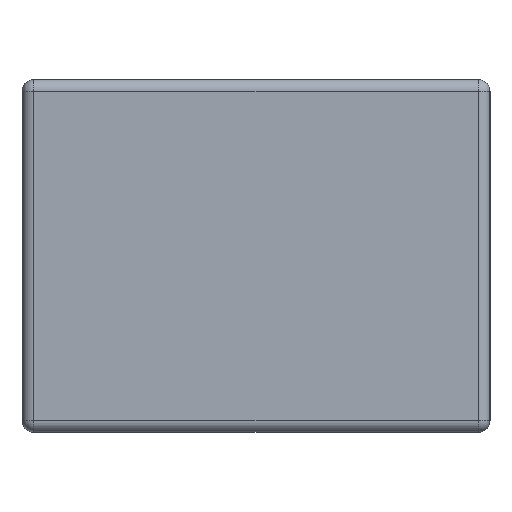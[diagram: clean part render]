
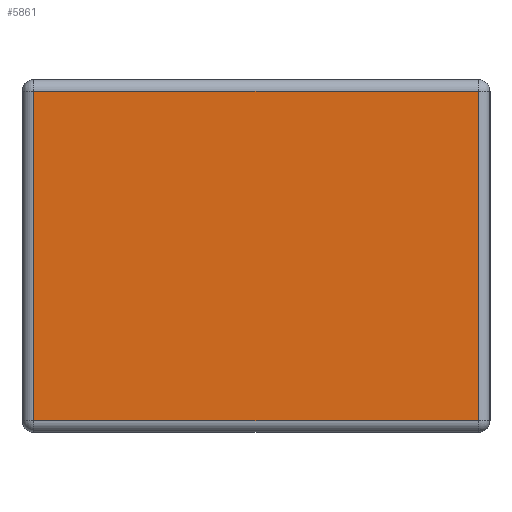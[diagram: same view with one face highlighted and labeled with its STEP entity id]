
A CAD part, left-side view. The second image highlights one B-rep face of the part: STEP entity #5861.
In plain terms, the highlighted planar face has unit normal (-1, 0, 0).
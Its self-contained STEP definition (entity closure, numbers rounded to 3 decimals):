
#94 = DIRECTION ( 'NONE',  ( 0., -1., 0. ) ) ;
#251 = LINE ( 'NONE', #1817, #2138 ) ;
#967 = VECTOR ( 'NONE', #3540, 1000. ) ;
#1152 = CARTESIAN_POINT ( 'NONE',  ( -1.6, -0.77, 1.17 ) ) ;
#1617 = VERTEX_POINT ( 'NONE', #1787 ) ;
#1787 = CARTESIAN_POINT ( 'NONE',  ( -1.6, 0.77, 0.03 ) ) ;
#1817 = CARTESIAN_POINT ( 'NONE',  ( -1.6, 0.77, -0.01 ) ) ;
#1931 = DIRECTION ( 'NONE',  ( -1., 0., 0. ) ) ;
#2101 = ORIENTED_EDGE ( 'NONE', *, *, #2294, .T. ) ;
#2138 = VECTOR ( 'NONE', #9637, 1000. ) ;
#2294 = EDGE_CURVE ( 'NONE', #1617, #4694, #3339, .T. ) ;
#2474 = CARTESIAN_POINT ( 'NONE',  ( -1.6, -0.81, 0.03 ) ) ;
#3006 = AXIS2_PLACEMENT_3D ( 'NONE', #6631, #1931, #7436 ) ;
#3085 = VECTOR ( 'NONE', #94, 1000. ) ;
#3326 = DIRECTION ( 'NONE',  ( 0., 0., 1. ) ) ;
#3339 = LINE ( 'NONE', #2474, #3085 ) ;
#3540 = DIRECTION ( 'NONE',  ( 0., 1., 0. ) ) ;
#3638 = VECTOR ( 'NONE', #3326, 1000. ) ;
#4068 = CARTESIAN_POINT ( 'NONE',  ( -1.6, -0.77, 0.03 ) ) ;
#4694 = VERTEX_POINT ( 'NONE', #4068 ) ;
#5041 = EDGE_CURVE ( 'NONE', #4694, #9893, #9650, .T. ) ;
#5283 = ORIENTED_EDGE ( 'NONE', *, *, #5041, .T. ) ;
#5861 = ADVANCED_FACE ( 'NONE', ( #7967 ), #8174, .T. ) ;
#5898 = EDGE_CURVE ( 'NONE', #9893, #8212, #9090, .T. ) ;
#6032 = EDGE_LOOP ( 'NONE', ( #5283, #6957, #9604, #2101 ) ) ;
#6631 = CARTESIAN_POINT ( 'NONE',  ( -1.6, 0., 0. ) ) ;
#6957 = ORIENTED_EDGE ( 'NONE', *, *, #5898, .T. ) ;
#7436 = DIRECTION ( 'NONE',  ( 0., -1., 0. ) ) ;
#7967 = FACE_OUTER_BOUND ( 'NONE', #6032, .T. ) ;
#7994 = CARTESIAN_POINT ( 'NONE',  ( -1.6, -0.77, 1.21 ) ) ;
#8174 = PLANE ( 'NONE',  #3006 ) ;
#8212 = VERTEX_POINT ( 'NONE', #9440 ) ;
#8466 = EDGE_CURVE ( 'NONE', #8212, #1617, #251, .T. ) ;
#9003 = CARTESIAN_POINT ( 'NONE',  ( -1.6, 0.81, 1.17 ) ) ;
#9090 = LINE ( 'NONE', #9003, #967 ) ;
#9440 = CARTESIAN_POINT ( 'NONE',  ( -1.6, 0.77, 1.17 ) ) ;
#9604 = ORIENTED_EDGE ( 'NONE', *, *, #8466, .T. ) ;
#9637 = DIRECTION ( 'NONE',  ( 0., 0., -1. ) ) ;
#9650 = LINE ( 'NONE', #7994, #3638 ) ;
#9893 = VERTEX_POINT ( 'NONE', #1152 ) ;
